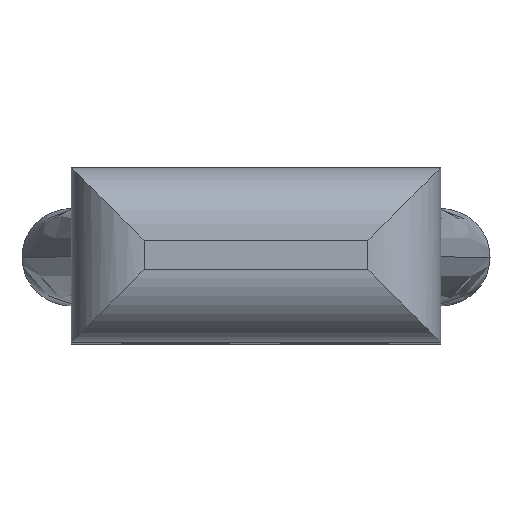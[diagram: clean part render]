
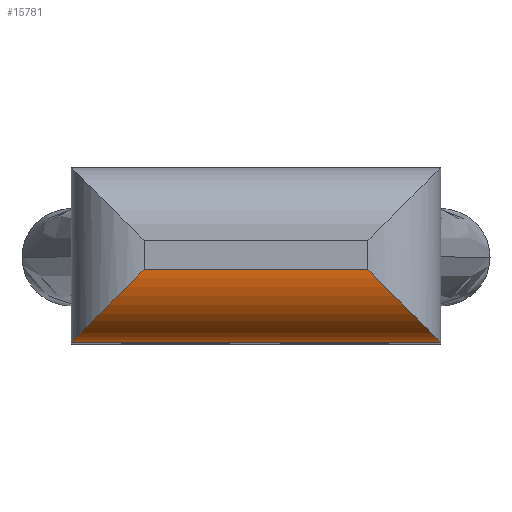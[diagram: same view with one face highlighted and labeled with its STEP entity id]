
A CAD part, top view. The second image highlights one B-rep face of the part: STEP entity #15781.
In plain terms, the highlighted cylindrical face has radius 1.5 mm (diameter 3 mm), a partial arc.
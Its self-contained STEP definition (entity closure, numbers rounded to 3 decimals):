
#4951 = CARTESIAN_POINT ( 'NONE',  ( 2.3, -0.3, 28. ) ) ;
#5468 = DIRECTION ( 'NONE',  ( 1., 0., 0. ) ) ;
#5473 = LINE ( 'NONE', #5499, #5498 ) ;
#5498 = VECTOR ( 'NONE', #5468, 1000. ) ;
#5499 = CARTESIAN_POINT ( 'NONE',  ( 3.8, -0.3, 28. ) ) ;
#5815 = CARTESIAN_POINT ( 'NONE',  ( -2.3, -0.3, 28. ) ) ;
#6702 = FACE_OUTER_BOUND ( 'NONE', #15736, .T. ) ;
#6731 = DIRECTION ( 'NONE',  ( 0., 0., 1. ) ) ;
#6732 = DIRECTION ( 'NONE',  ( -1., 0., 0. ) ) ;
#6733 = AXIS2_PLACEMENT_3D ( 'NONE', #6735, #6732, #6731 ) ;
#6734 = CYLINDRICAL_SURFACE ( 'NONE', #6733, 1.5 ) ;
#6735 = CARTESIAN_POINT ( 'NONE',  ( -3.8, -0.3, 26.5 ) ) ;
#7009 =( BOUNDED_CURVE ( )  B_SPLINE_CURVE ( 3, ( #7040, #7039, #7038, #7037 ),
 .UNSPECIFIED., .F., .T. ) 
 B_SPLINE_CURVE_WITH_KNOTS ( ( 4, 4 ),
 ( 3.142, 4.712 ),
 .UNSPECIFIED. ) 
 CURVE ( )  GEOMETRIC_REPRESENTATION_ITEM ( )  RATIONAL_B_SPLINE_CURVE ( ( 1., 0.805, 0.805, 1. ) ) 
 REPRESENTATION_ITEM ( '' )  );
#7037 = CARTESIAN_POINT ( 'NONE',  ( 2.3, -0.3, 28. ) ) ;
#7038 = CARTESIAN_POINT ( 'NONE',  ( 3.179, -1.179, 28. ) ) ;
#7039 = CARTESIAN_POINT ( 'NONE',  ( 3.8, -1.8, 27.379 ) ) ;
#7040 = CARTESIAN_POINT ( 'NONE',  ( 3.8, -1.8, 26.5 ) ) ;
#7851 =( BOUNDED_CURVE ( )  B_SPLINE_CURVE ( 3, ( #7882, #7881, #7880, #7879 ),
 .UNSPECIFIED., .F., .T. ) 
 B_SPLINE_CURVE_WITH_KNOTS ( ( 4, 4 ),
 ( 0., 1.571 ),
 .UNSPECIFIED. ) 
 CURVE ( )  GEOMETRIC_REPRESENTATION_ITEM ( )  RATIONAL_B_SPLINE_CURVE ( ( 1., 0.805, 0.805, 1. ) ) 
 REPRESENTATION_ITEM ( '' )  );
#7879 = CARTESIAN_POINT ( 'NONE',  ( -2.3, -0.3, 28. ) ) ;
#7880 = CARTESIAN_POINT ( 'NONE',  ( -3.179, -1.179, 28. ) ) ;
#7881 = CARTESIAN_POINT ( 'NONE',  ( -3.8, -1.8, 27.379 ) ) ;
#7882 = CARTESIAN_POINT ( 'NONE',  ( -3.8, -1.8, 26.5 ) ) ;
#14106 = VERTEX_POINT ( 'NONE', #18251 ) ;
#14108 = VERTEX_POINT ( 'NONE', #18249 ) ;
#14124 = EDGE_CURVE ( 'NONE', #14106, #14108, #18304, .T. ) ;
#15528 = VERTEX_POINT ( 'NONE', #4951 ) ;
#15632 = EDGE_CURVE ( 'NONE', #15681, #15528, #5473, .T. ) ;
#15681 = VERTEX_POINT ( 'NONE', #5815 ) ;
#15736 = EDGE_LOOP ( 'NONE', ( #15762, #15764, #16000, #15932 ) ) ;
#15762 = ORIENTED_EDGE ( 'NONE', *, *, #15834, .T. ) ;
#15764 = ORIENTED_EDGE ( 'NONE', *, *, #15632, .F. ) ;
#15781 = ADVANCED_FACE ( 'NONE', ( #6702 ), #6734, .T. ) ;
#15834 = EDGE_CURVE ( 'NONE', #14106, #15528, #7009, .T. ) ;
#15918 = EDGE_CURVE ( 'NONE', #14108, #15681, #7851, .T. ) ;
#15932 = ORIENTED_EDGE ( 'NONE', *, *, #14124, .F. ) ;
#16000 = ORIENTED_EDGE ( 'NONE', *, *, #15918, .F. ) ;
#18249 = CARTESIAN_POINT ( 'NONE',  ( -3.8, -1.8, 26.5 ) ) ;
#18251 = CARTESIAN_POINT ( 'NONE',  ( 3.8, -1.8, 26.5 ) ) ;
#18301 = DIRECTION ( 'NONE',  ( -1., 0., 0. ) ) ;
#18302 = VECTOR ( 'NONE', #18301, 1000. ) ;
#18303 = CARTESIAN_POINT ( 'NONE',  ( -3.8, -1.8, 26.5 ) ) ;
#18304 = LINE ( 'NONE', #18303, #18302 ) ;
